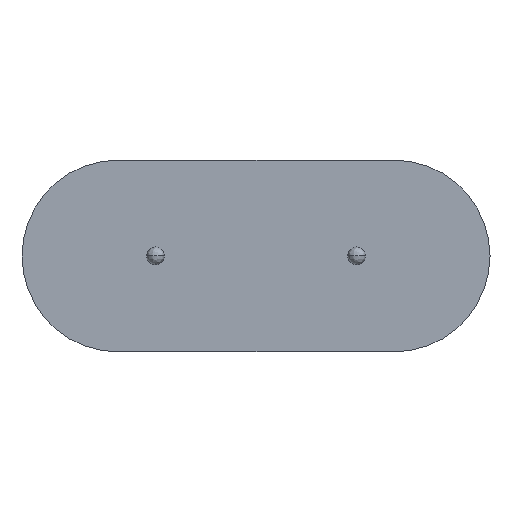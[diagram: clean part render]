
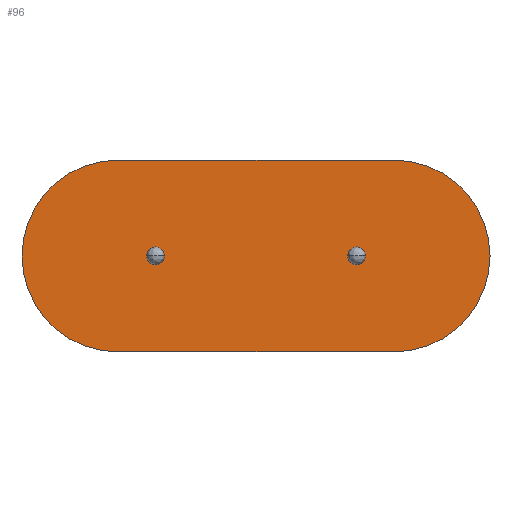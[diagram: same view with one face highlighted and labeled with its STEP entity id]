
A CAD part, top view. The second image highlights one B-rep face of the part: STEP entity #96.
In plain terms, the highlighted planar face has unit normal (0, 0, 1).
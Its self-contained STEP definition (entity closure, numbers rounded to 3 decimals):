
#4 = ORIENTED_EDGE ( 'NONE', *, *, #343, .F. ) ;
#10 = VERTEX_POINT ( 'NONE', #186 ) ;
#11 = AXIS2_PLACEMENT_3D ( 'NONE', #111, #327, #529 ) ;
#12 = CARTESIAN_POINT ( 'NONE',  ( -3.765, 0., 0.5 ) ) ;
#13 = CIRCLE ( 'NONE', #604, 2.325 ) ;
#15 = VERTEX_POINT ( 'NONE', #555 ) ;
#17 = VECTOR ( 'NONE', #139, 1000. ) ;
#29 = DIRECTION ( 'NONE',  ( -1., 0., 0. ) ) ;
#33 = AXIS2_PLACEMENT_3D ( 'NONE', #248, #615, #141 ) ;
#50 = CARTESIAN_POINT ( 'NONE',  ( 1.115, 0., 0.5 ) ) ;
#55 = VECTOR ( 'NONE', #623, 1000. ) ;
#62 = CARTESIAN_POINT ( 'NONE',  ( -7., 0., 0.5 ) ) ;
#95 = DIRECTION ( 'NONE',  ( -1., 0., 0. ) ) ;
#96 = ADVANCED_FACE ( 'NONE', ( #179, #409, #352 ), #129, .F. ) ;
#108 = CARTESIAN_POINT ( 'NONE',  ( 2.025, -2.325, 0.5 ) ) ;
#111 = CARTESIAN_POINT ( 'NONE',  ( 1.115, 0., 0.5 ) ) ;
#129 = PLANE ( 'NONE',  #173 ) ;
#139 = DIRECTION ( 'NONE',  ( 1., 0., 0. ) ) ;
#141 = DIRECTION ( 'NONE',  ( -1., 0., 0. ) ) ;
#147 = EDGE_CURVE ( 'NONE', #273, #418, #528, .T. ) ;
#151 = DIRECTION ( 'NONE',  ( 0., 0., -1. ) ) ;
#154 = EDGE_LOOP ( 'NONE', ( #496, #472 ) ) ;
#156 = EDGE_CURVE ( 'NONE', #15, #10, #460, .T. ) ;
#159 = CARTESIAN_POINT ( 'NONE',  ( -3.55, 0., 0.5 ) ) ;
#173 = AXIS2_PLACEMENT_3D ( 'NONE', #610, #551, #29 ) ;
#179 = FACE_OUTER_BOUND ( 'NONE', #364, .T. ) ;
#186 = CARTESIAN_POINT ( 'NONE',  ( -4.675, -2.325, 0.5 ) ) ;
#202 = ORIENTED_EDGE ( 'NONE', *, *, #301, .F. ) ;
#205 = ORIENTED_EDGE ( 'NONE', *, *, #524, .F. ) ;
#208 = CIRCLE ( 'NONE', #11, 0.215 ) ;
#218 = CARTESIAN_POINT ( 'NONE',  ( 2.025, 0., 0.5 ) ) ;
#226 = DIRECTION ( 'NONE',  ( 0., 0., -1. ) ) ;
#248 = CARTESIAN_POINT ( 'NONE',  ( -3.765, 0., 0.5 ) ) ;
#257 = CARTESIAN_POINT ( 'NONE',  ( 2.025, 2.325, 0.5 ) ) ;
#273 = VERTEX_POINT ( 'NONE', #159 ) ;
#276 = CIRCLE ( 'NONE', #662, 2.325 ) ;
#279 = CARTESIAN_POINT ( 'NONE',  ( 1.33, 0., 0.5 ) ) ;
#301 = EDGE_CURVE ( 'NONE', #582, #15, #13, .T. ) ;
#302 = AXIS2_PLACEMENT_3D ( 'NONE', #578, #151, #681 ) ;
#318 = DIRECTION ( 'NONE',  ( 0., 0., 1. ) ) ;
#322 = VERTEX_POINT ( 'NONE', #426 ) ;
#327 = DIRECTION ( 'NONE',  ( 0., 0., 1. ) ) ;
#338 = VERTEX_POINT ( 'NONE', #62 ) ;
#343 = EDGE_CURVE ( 'NONE', #10, #338, #276, .T. ) ;
#348 = EDGE_CURVE ( 'NONE', #421, #322, #208, .T. ) ;
#352 = FACE_BOUND ( 'NONE', #154, .T. ) ;
#361 = CIRCLE ( 'NONE', #634, 0.215 ) ;
#364 = EDGE_LOOP ( 'NONE', ( #590, #205, #4, #558, #202 ) ) ;
#381 = DIRECTION ( 'NONE',  ( -1., 0., 0. ) ) ;
#387 = CARTESIAN_POINT ( 'NONE',  ( -3.98, 0., 0.5 ) ) ;
#409 = FACE_BOUND ( 'NONE', #523, .T. ) ;
#418 = VERTEX_POINT ( 'NONE', #387 ) ;
#419 = LINE ( 'NONE', #257, #17 ) ;
#421 = VERTEX_POINT ( 'NONE', #279 ) ;
#426 = CARTESIAN_POINT ( 'NONE',  ( 0.9, 0., 0.5 ) ) ;
#430 = CARTESIAN_POINT ( 'NONE',  ( -4.675, 0., 0.5 ) ) ;
#456 = CIRCLE ( 'NONE', #302, 2.325 ) ;
#460 = LINE ( 'NONE', #108, #55 ) ;
#466 = ORIENTED_EDGE ( 'NONE', *, *, #636, .F. ) ;
#472 = ORIENTED_EDGE ( 'NONE', *, *, #348, .F. ) ;
#496 = ORIENTED_EDGE ( 'NONE', *, *, #593, .F. ) ;
#508 = DIRECTION ( 'NONE',  ( -1., 0., 0. ) ) ;
#523 = EDGE_LOOP ( 'NONE', ( #466, #621 ) ) ;
#524 = EDGE_CURVE ( 'NONE', #338, #568, #456, .T. ) ;
#528 = CIRCLE ( 'NONE', #33, 0.215 ) ;
#529 = DIRECTION ( 'NONE',  ( -1., 0., 0. ) ) ;
#551 = DIRECTION ( 'NONE',  ( 0., 0., -1. ) ) ;
#555 = CARTESIAN_POINT ( 'NONE',  ( 2.025, -2.325, 0.5 ) ) ;
#558 = ORIENTED_EDGE ( 'NONE', *, *, #156, .F. ) ;
#562 = DIRECTION ( 'NONE',  ( 0., 0., 1. ) ) ;
#564 = AXIS2_PLACEMENT_3D ( 'NONE', #12, #562, #95 ) ;
#568 = VERTEX_POINT ( 'NONE', #678 ) ;
#578 = CARTESIAN_POINT ( 'NONE',  ( -4.675, 0., 0.5 ) ) ;
#582 = VERTEX_POINT ( 'NONE', #622 ) ;
#590 = ORIENTED_EDGE ( 'NONE', *, *, #601, .F. ) ;
#593 = EDGE_CURVE ( 'NONE', #322, #421, #361, .T. ) ;
#596 = DIRECTION ( 'NONE',  ( -1., 0., 0. ) ) ;
#601 = EDGE_CURVE ( 'NONE', #568, #582, #419, .T. ) ;
#604 = AXIS2_PLACEMENT_3D ( 'NONE', #218, #638, #596 ) ;
#610 = CARTESIAN_POINT ( 'NONE',  ( 2.025, 0., 0.5 ) ) ;
#615 = DIRECTION ( 'NONE',  ( 0., 0., 1. ) ) ;
#621 = ORIENTED_EDGE ( 'NONE', *, *, #147, .F. ) ;
#622 = CARTESIAN_POINT ( 'NONE',  ( 2.025, 2.325, 0.5 ) ) ;
#623 = DIRECTION ( 'NONE',  ( -1., 0., 0. ) ) ;
#634 = AXIS2_PLACEMENT_3D ( 'NONE', #50, #318, #508 ) ;
#636 = EDGE_CURVE ( 'NONE', #418, #273, #665, .T. ) ;
#638 = DIRECTION ( 'NONE',  ( 0., 0., -1. ) ) ;
#662 = AXIS2_PLACEMENT_3D ( 'NONE', #430, #226, #381 ) ;
#665 = CIRCLE ( 'NONE', #564, 0.215 ) ;
#678 = CARTESIAN_POINT ( 'NONE',  ( -4.675, 2.325, 0.5 ) ) ;
#681 = DIRECTION ( 'NONE',  ( -1., 0., 0. ) ) ;
